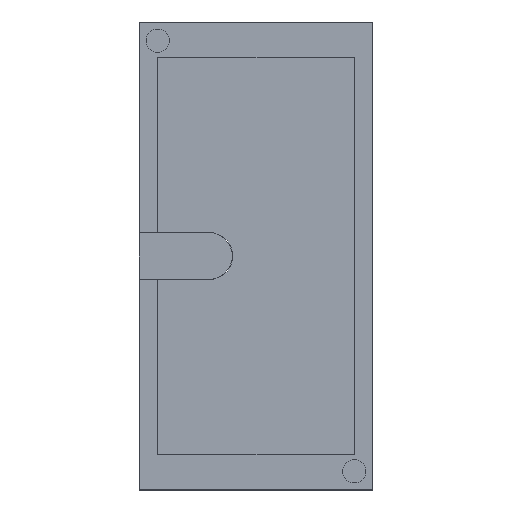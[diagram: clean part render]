
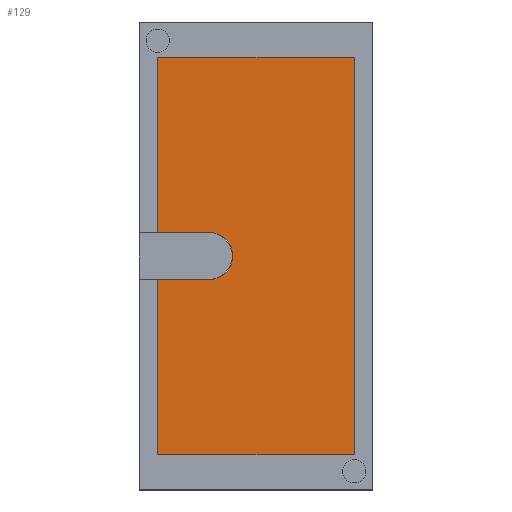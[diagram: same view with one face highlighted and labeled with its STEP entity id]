
A CAD part, top view. The second image highlights one B-rep face of the part: STEP entity #129.
In plain terms, the highlighted planar face has unit normal (0, 0, 1).
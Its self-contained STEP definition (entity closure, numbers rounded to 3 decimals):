
#100=FACE_OUTER_BOUND('',#205,.T.);
#129=ADVANCED_FACE('',(#100),#154,.F.);
#154=PLANE('',#625);
#163=CIRCLE('',#622,100.);
#205=EDGE_LOOP('',(#331,#332,#333,#334,#335,#336,#337,#338));
#331=ORIENTED_EDGE('',*,*,#443,.T.);
#332=ORIENTED_EDGE('',*,*,#447,.T.);
#333=ORIENTED_EDGE('',*,*,#450,.T.);
#334=ORIENTED_EDGE('',*,*,#453,.T.);
#335=ORIENTED_EDGE('',*,*,#456,.T.);
#336=ORIENTED_EDGE('',*,*,#459,.T.);
#337=ORIENTED_EDGE('',*,*,#462,.T.);
#338=ORIENTED_EDGE('',*,*,#464,.T.);
#381=VERTEX_POINT('',#873);
#382=VERTEX_POINT('',#875);
#384=VERTEX_POINT('',#881);
#386=VERTEX_POINT('',#887);
#388=VERTEX_POINT('',#893);
#390=VERTEX_POINT('',#899);
#392=VERTEX_POINT('',#905);
#394=VERTEX_POINT('',#911);
#443=EDGE_CURVE('',#382,#381,#507,.T.);
#447=EDGE_CURVE('',#381,#384,#511,.T.);
#450=EDGE_CURVE('',#384,#386,#514,.T.);
#453=EDGE_CURVE('',#386,#388,#517,.T.);
#456=EDGE_CURVE('',#388,#390,#520,.T.);
#459=EDGE_CURVE('',#390,#392,#523,.T.);
#462=EDGE_CURVE('',#392,#394,#163,.T.);
#464=EDGE_CURVE('',#394,#382,#526,.T.);
#507=LINE('',#874,#569);
#511=LINE('',#882,#573);
#514=LINE('',#888,#576);
#517=LINE('',#894,#579);
#520=LINE('',#900,#582);
#523=LINE('',#906,#585);
#526=LINE('',#915,#588);
#569=VECTOR('',#723,1.);
#573=VECTOR('',#729,1.);
#576=VECTOR('',#734,1.);
#579=VECTOR('',#739,1.);
#582=VECTOR('',#744,1.);
#585=VECTOR('',#749,1.);
#588=VECTOR('',#760,1.);
#622=AXIS2_PLACEMENT_3D('',#912,#755,#756);
#625=AXIS2_PLACEMENT_3D('',#917,#763,#764);
#723=DIRECTION('',(0.,-1.,0.));
#729=DIRECTION('',(1.,0.,0.));
#734=DIRECTION('',(0.,1.,0.));
#739=DIRECTION('',(-1.,0.,0.));
#744=DIRECTION('',(0.,-1.,0.));
#749=DIRECTION('',(1.,0.,0.));
#755=DIRECTION('',(0.,0.,-1.));
#756=DIRECTION('',(1.,0.,0.));
#760=DIRECTION('',(-1.,0.,0.));
#763=DIRECTION('',(0.,0.,-1.));
#764=DIRECTION('',(-1.,0.,0.));
#873=CARTESIAN_POINT('',(0.,0.,5.));
#874=CARTESIAN_POINT('',(0.,750.,5.));
#875=CARTESIAN_POINT('',(0.,750.,5.));
#881=CARTESIAN_POINT('',(840.,0.,5.));
#882=CARTESIAN_POINT('',(0.,0.,5.));
#887=CARTESIAN_POINT('',(840.,1700.,5.));
#888=CARTESIAN_POINT('',(840.,0.,5.));
#893=CARTESIAN_POINT('',(0.,1700.,5.));
#894=CARTESIAN_POINT('',(840.,1700.,5.));
#899=CARTESIAN_POINT('',(0.,950.,5.));
#900=CARTESIAN_POINT('',(0.,1700.,5.));
#905=CARTESIAN_POINT('',(220.,950.,5.));
#906=CARTESIAN_POINT('',(0.,950.,5.));
#911=CARTESIAN_POINT('',(220.,750.,5.));
#912=CARTESIAN_POINT('',(220.,850.,5.));
#915=CARTESIAN_POINT('',(220.,750.,5.));
#917=CARTESIAN_POINT('',(220.,850.,5.));
